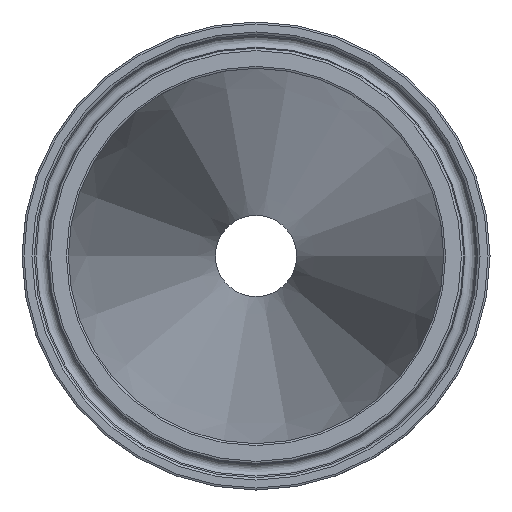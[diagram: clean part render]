
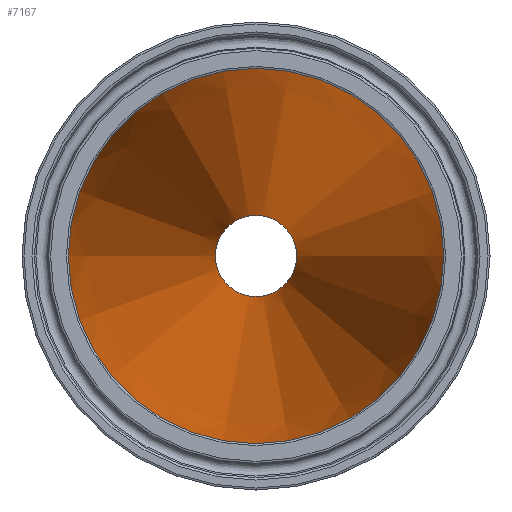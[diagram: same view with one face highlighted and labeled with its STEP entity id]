
A CAD part, left-side view. The second image highlights one B-rep face of the part: STEP entity #7167.
In plain terms, the highlighted conical face has half-angle 7.125 degrees and reference radius 26.924 mm.
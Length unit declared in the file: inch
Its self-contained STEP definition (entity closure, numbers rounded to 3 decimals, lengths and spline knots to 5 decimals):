
#128=FACE_BOUND('',#1325,.T.);
#871=FACE_OUTER_BOUND('',#1324,.T.);
#1324=EDGE_LOOP('',(#6682));
#1325=EDGE_LOOP('',(#6683));
#2445=CIRCLE('',#7568,0.31);
#2448=CIRCLE('',#7574,1.435);
#3529=VERTEX_POINT('',#15698);
#3532=VERTEX_POINT('',#15707);
#4582=EDGE_CURVE('',#3529,#3529,#2445,.T.);
#4585=EDGE_CURVE('',#3532,#3532,#2448,.T.);
#6682=ORIENTED_EDGE('',*,*,#4582,.T.);
#6683=ORIENTED_EDGE('',*,*,#4585,.F.);
#6727=CONICAL_SURFACE('',#7573,1.06,7.125);
#7167=ADVANCED_FACE('',(#871,#128),#6727,.F.);
#7568=AXIS2_PLACEMENT_3D('',#15699,#8854,#8855);
#7573=AXIS2_PLACEMENT_3D('',#15706,#8864,#8865);
#7574=AXIS2_PLACEMENT_3D('',#15708,#8866,#8867);
#8854=DIRECTION('center_axis',(1.,0.,0.));
#8855=DIRECTION('ref_axis',(0.,0.,
-1.));
#8864=DIRECTION('center_axis',(-1.,0.,0.));
#8865=DIRECTION('ref_axis',(0.,-1.,0.));
#8866=DIRECTION('center_axis',(1.,0.,0.));
#8867=DIRECTION('ref_axis',(0.,-1.,0.));
#15698=CARTESIAN_POINT('',(9.,-0.31,0.));
#15699=CARTESIAN_POINT('Origin',(9.,0.,0.));
#15706=CARTESIAN_POINT('Origin',(3.,0.,0.));
#15707=CARTESIAN_POINT('',(0.,-1.435,0.));
#15708=CARTESIAN_POINT('Origin',(0.,0.,0.));
